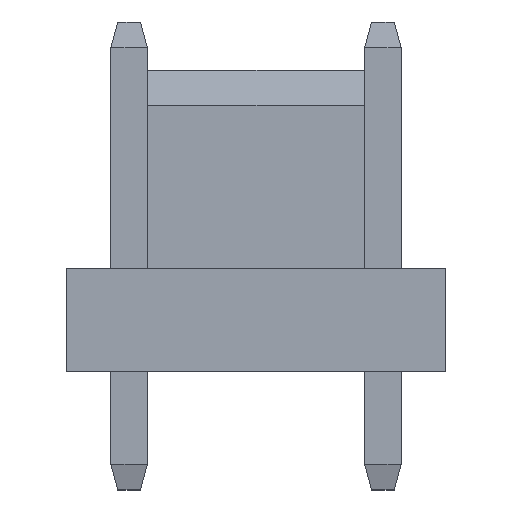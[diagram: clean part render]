
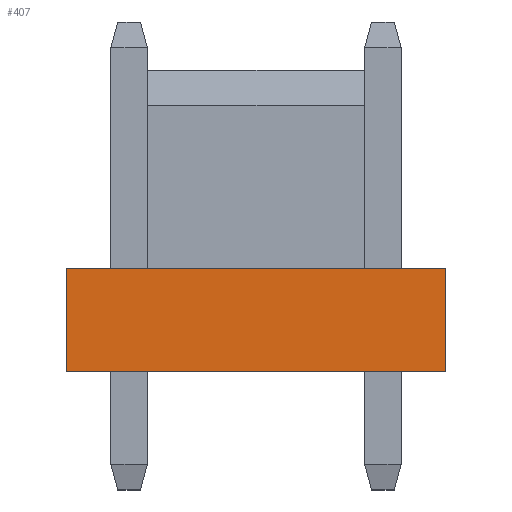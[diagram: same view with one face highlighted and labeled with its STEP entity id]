
A CAD part, top view. The second image highlights one B-rep face of the part: STEP entity #407.
In plain terms, the highlighted planar face has unit normal (0, 0, 1).
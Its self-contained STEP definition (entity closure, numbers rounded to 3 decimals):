
#36 = FACE_OUTER_BOUND ( 'NONE', #1300, .T. ) ;
#83 = CARTESIAN_POINT ( 'NONE',  ( -1.95, 0., 4.8 ) ) ;
#100 = DIRECTION ( 'NONE',  ( 0., -1., 0. ) ) ;
#106 = VERTEX_POINT ( 'NONE', #838 ) ;
#183 = LINE ( 'NONE', #1266, #317 ) ;
#256 = CARTESIAN_POINT ( 'NONE',  ( -1.95, 0., 4.8 ) ) ;
#317 = VECTOR ( 'NONE', #930, 1000. ) ;
#330 = CARTESIAN_POINT ( 'NONE',  ( 9.87, 3.2, 4.8 ) ) ;
#407 = ADVANCED_FACE ( 'NONE', ( #36 ), #1251, .T. ) ;
#440 = EDGE_CURVE ( 'NONE', #1219, #106, #183, .T. ) ;
#486 = EDGE_CURVE ( 'NONE', #1219, #1278, #726, .T. ) ;
#532 = ORIENTED_EDGE ( 'NONE', *, *, #1015, .T. ) ;
#543 = VERTEX_POINT ( 'NONE', #822 ) ;
#547 = LINE ( 'NONE', #330, #1080 ) ;
#691 = VECTOR ( 'NONE', #732, 1000. ) ;
#699 = DIRECTION ( 'NONE',  ( 1., 0., 0. ) ) ;
#718 = EDGE_CURVE ( 'NONE', #106, #543, #547, .T. ) ;
#726 = LINE ( 'NONE', #925, #1166 ) ;
#732 = DIRECTION ( 'NONE',  ( 1., 0., 0. ) ) ;
#805 = CARTESIAN_POINT ( 'NONE',  ( -1.95, 0., 4.8 ) ) ;
#806 = AXIS2_PLACEMENT_3D ( 'NONE', #805, #1245, #699 ) ;
#822 = CARTESIAN_POINT ( 'NONE',  ( 9.87, 0., 4.8 ) ) ;
#838 = CARTESIAN_POINT ( 'NONE',  ( 9.87, 3.2, 4.8 ) ) ;
#845 = DIRECTION ( 'NONE',  ( 0., -1., 0. ) ) ;
#860 = ORIENTED_EDGE ( 'NONE', *, *, #440, .F. ) ;
#913 = LINE ( 'NONE', #256, #691 ) ;
#925 = CARTESIAN_POINT ( 'NONE',  ( -1.95, 3.2, 4.8 ) ) ;
#930 = DIRECTION ( 'NONE',  ( 1., 0., 0. ) ) ;
#1015 = EDGE_CURVE ( 'NONE', #1278, #543, #913, .T. ) ;
#1069 = ORIENTED_EDGE ( 'NONE', *, *, #486, .T. ) ;
#1080 = VECTOR ( 'NONE', #100, 1000. ) ;
#1166 = VECTOR ( 'NONE', #845, 1000. ) ;
#1173 = CARTESIAN_POINT ( 'NONE',  ( -1.95, 3.2, 4.8 ) ) ;
#1219 = VERTEX_POINT ( 'NONE', #1173 ) ;
#1245 = DIRECTION ( 'NONE',  ( 0., 0., 1. ) ) ;
#1251 = PLANE ( 'NONE',  #806 ) ;
#1266 = CARTESIAN_POINT ( 'NONE',  ( -1.95, 3.2, 4.8 ) ) ;
#1278 = VERTEX_POINT ( 'NONE', #83 ) ;
#1300 = EDGE_LOOP ( 'NONE', ( #532, #1313, #860, #1069 ) ) ;
#1313 = ORIENTED_EDGE ( 'NONE', *, *, #718, .F. ) ;
